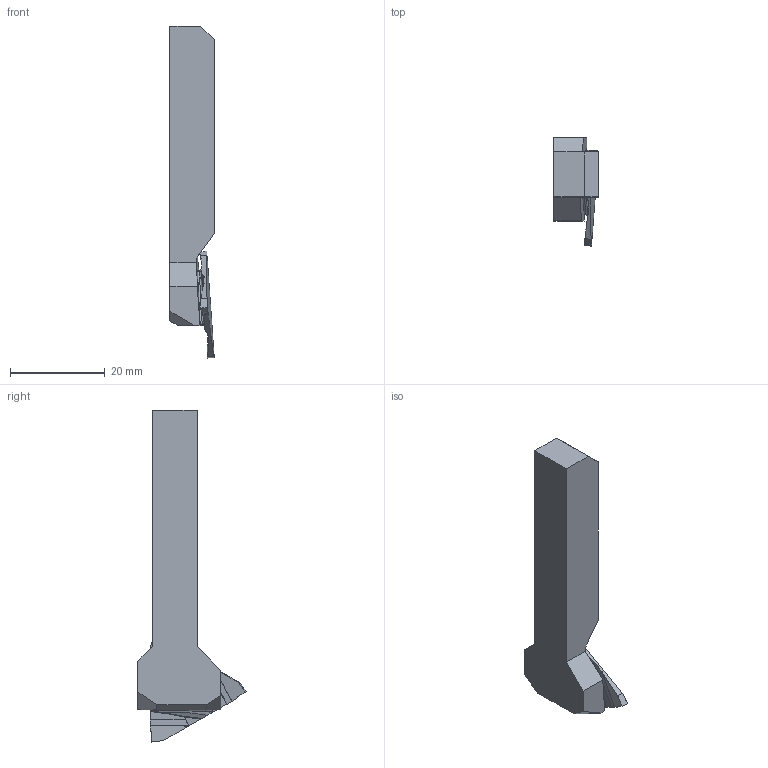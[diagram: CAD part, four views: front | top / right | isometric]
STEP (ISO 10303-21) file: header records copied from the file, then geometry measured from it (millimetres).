
FILE_DESCRIPTION(/* description */ (''),/* implementation_level */ '2;1');
FILE_NAME(/* name */ '1573541888903.stp',/* time_stamp */ '2019-11-12T12:28:21+06:00',/* author */ (''),/* organization */ ('SMS'),/* preprocessor_version */ 'ST-DEVELOPER v16.7',/* originating_system */ 'SIEMENS PLM Software NX 12.0',/* authorisation */ '');
FILE_SCHEMA (('AUTOMOTIVE_DESIGN { 1 0 10303 214 3 1 1 1 }'));
Length unit declared in the file: millimetre
Products named in the file (4): ASSEMBLY_CONSTRUCTION; 202512544mod000_00; 202561127mod000_00; 202561126mod000_00
Assembly tree (3 placements, depth 2):
  202561126mod000_00
    202561127mod000_00
    202512544mod000_00
    ASSEMBLY_CONSTRUCTION
Bounding box: 9.46 x 22.83 x 69.96 mm (x, y, z)
Volume: 5817.3 mm3; surface area: 3297.8 mm2
Topology: 2 solids, 2 shells, 122 faces, 314 edges, 205 vertices
Faces by surface type: plane 59, cylinder 29, bspline 19, torus 6, sphere 6, cone 3
Entity records: 4304 total; most frequent: CARTESIAN_POINT 1286, ORIENTED_EDGE 626, DIRECTION 565, EDGE_CURVE 313, AXIS2_PLACEMENT_3D 200, VERTEX_POINT 195, LINE 165, VECTOR 165
